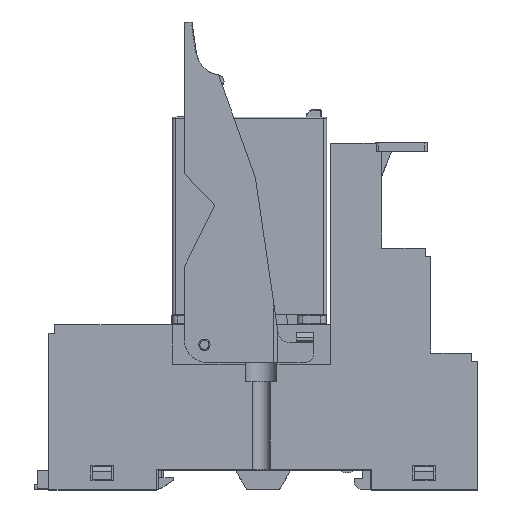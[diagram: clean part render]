
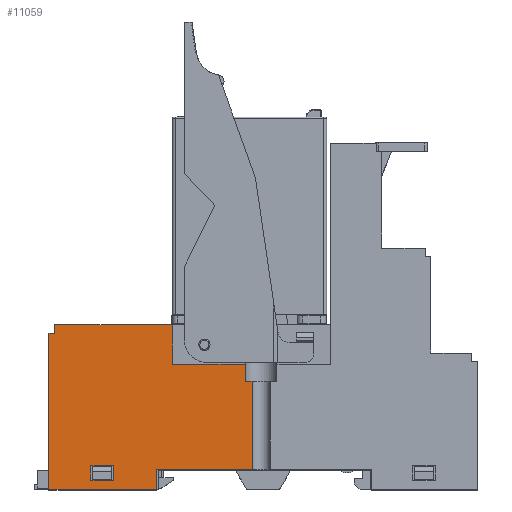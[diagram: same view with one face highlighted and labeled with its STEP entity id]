
A CAD part, top view. The second image highlights one B-rep face of the part: STEP entity #11059.
In plain terms, the highlighted planar face has unit normal (0, 0, 1).
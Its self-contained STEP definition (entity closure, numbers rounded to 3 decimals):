
#2294 = CARTESIAN_POINT ( 'NONE',  ( -62.854, 12.362, -6.518 ) ) ;
#4917 = ORIENTED_EDGE ( 'NONE', *, *, #104892, .F. ) ;
#7732 = EDGE_CURVE ( 'NONE', #225777, #185091, #124763, .T. ) ;
#7733 = LINE ( 'NONE', #29540, #162073 ) ;
#7883 = VECTOR ( 'NONE', #141331, 1000. ) ;
#11059 = ADVANCED_FACE ( 'NONE', ( #44120, #182313 ), #200713, .T. ) ;
#12800 = CARTESIAN_POINT ( 'NONE',  ( -81.854, 39.962, -6.518 ) ) ;
#13492 = VERTEX_POINT ( 'NONE', #12800 ) ;
#14758 = DIRECTION ( 'NONE',  ( 0., -1., 0. ) ) ;
#15007 = LINE ( 'NONE', #135956, #185355 ) ;
#15864 = LINE ( 'NONE', #172506, #223216 ) ;
#17589 = EDGE_CURVE ( 'NONE', #102635, #192894, #52951, .T. ) ;
#18039 = EDGE_CURVE ( 'NONE', #185091, #59085, #15864, .T. ) ;
#18116 = LINE ( 'NONE', #180408, #76327 ) ;
#18813 = CARTESIAN_POINT ( 'NONE',  ( -81.854, 12.362, -6.518 ) ) ;
#21160 = EDGE_CURVE ( 'NONE', #59085, #133998, #196581, .T. ) ;
#22643 = DIRECTION ( 'NONE',  ( 0., 1., 0. ) ) ;
#23086 = EDGE_CURVE ( 'NONE', #200658, #130293, #196441, .T. ) ;
#23187 = VECTOR ( 'NONE', #139740, 1000. ) ;
#25845 = ORIENTED_EDGE ( 'NONE', *, *, #26604, .T. ) ;
#25947 = CARTESIAN_POINT ( 'NONE',  ( -60.054, 41.462, -6.518 ) ) ;
#26604 = EDGE_CURVE ( 'NONE', #56367, #163582, #99548, .T. ) ;
#29539 = ORIENTED_EDGE ( 'NONE', *, *, #87442, .F. ) ;
#29540 = CARTESIAN_POINT ( 'NONE',  ( -60.054, 34.462, -6.518 ) ) ;
#31137 = DIRECTION ( 'NONE',  ( 1., 0., 0. ) ) ;
#31324 = ORIENTED_EDGE ( 'NONE', *, *, #21160, .F. ) ;
#32165 = ORIENTED_EDGE ( 'NONE', *, *, #55423, .F. ) ;
#33685 = DIRECTION ( 'NONE',  ( 1., 0., 0. ) ) ;
#33927 = VERTEX_POINT ( 'NONE', #226067 ) ;
#35577 = CARTESIAN_POINT ( 'NONE',  ( -80.854, 41.462, -6.518 ) ) ;
#36109 = LINE ( 'NONE', #18813, #23187 ) ;
#37181 = ORIENTED_EDGE ( 'NONE', *, *, #17589, .T. ) ;
#37263 = DIRECTION ( 'NONE',  ( -1., 0., 0. ) ) ;
#37558 = CARTESIAN_POINT ( 'NONE',  ( -62.854, 15.962, -6.518 ) ) ;
#41064 = CARTESIAN_POINT ( 'NONE',  ( -46.054, 11.462, -6.518 ) ) ;
#41561 = VERTEX_POINT ( 'NONE', #151224 ) ;
#42343 = ORIENTED_EDGE ( 'NONE', *, *, #189073, .T. ) ;
#42907 = EDGE_LOOP ( 'NONE', ( #32165, #31324, #51753, #61905 ) ) ;
#43468 = CARTESIAN_POINT ( 'NONE',  ( -80.854, 39.962, -6.518 ) ) ;
#44120 = FACE_OUTER_BOUND ( 'NONE', #225712, .T. ) ;
#45188 = CARTESIAN_POINT ( 'NONE',  ( -70.454, 16.562, -6.518 ) ) ;
#46033 = DIRECTION ( 'NONE',  ( 1., 0., 0. ) ) ;
#47885 = ORIENTED_EDGE ( 'NONE', *, *, #180298, .T. ) ;
#50262 = LINE ( 'NONE', #190765, #128836 ) ;
#50954 = CARTESIAN_POINT ( 'NONE',  ( -44.104, 12.362, -6.518 ) ) ;
#51753 = ORIENTED_EDGE ( 'NONE', *, *, #18039, .F. ) ;
#52560 = ORIENTED_EDGE ( 'NONE', *, *, #116231, .T. ) ;
#52951 = LINE ( 'NONE', #207303, #117401 ) ;
#55423 = EDGE_CURVE ( 'NONE', #133998, #225777, #18116, .T. ) ;
#56204 = EDGE_CURVE ( 'NONE', #102883, #177781, #178117, .T. ) ;
#56367 = VERTEX_POINT ( 'NONE', #78957 ) ;
#59085 = VERTEX_POINT ( 'NONE', #189229 ) ;
#61905 = ORIENTED_EDGE ( 'NONE', *, *, #7732, .F. ) ;
#63686 = VECTOR ( 'NONE', #132702, 1000. ) ;
#65951 = CARTESIAN_POINT ( 'NONE',  ( -70.454, 14.062, -6.518 ) ) ;
#66602 = DIRECTION ( 'NONE',  ( 0., -1., 0. ) ) ;
#68471 = DIRECTION ( 'NONE',  ( -1., 0., 0. ) ) ;
#76327 = VECTOR ( 'NONE', #22643, 1000. ) ;
#76503 = VECTOR ( 'NONE', #46033, 1000. ) ;
#77500 = DIRECTION ( 'NONE',  ( -1., 0., 0. ) ) ;
#78957 = CARTESIAN_POINT ( 'NONE',  ( -47.254, 31.462, -6.518 ) ) ;
#79114 = VECTOR ( 'NONE', #68471, 1000. ) ;
#82362 = LINE ( 'NONE', #152607, #79114 ) ;
#83580 = CARTESIAN_POINT ( 'NONE',  ( -47.254, 34.462, -6.518 ) ) ;
#87442 = EDGE_CURVE ( 'NONE', #41561, #163582, #7733, .T. ) ;
#88958 = ORIENTED_EDGE ( 'NONE', *, *, #23086, .F. ) ;
#89930 = ORIENTED_EDGE ( 'NONE', *, *, #56204, .T. ) ;
#97263 = CARTESIAN_POINT ( 'NONE',  ( -47.254, 31.462, -6.518 ) ) ;
#97476 = DIRECTION ( 'NONE',  ( 1., 0., 0. ) ) ;
#97618 = CARTESIAN_POINT ( 'NONE',  ( -46.054, 31.462, -6.518 ) ) ;
#99548 = LINE ( 'NONE', #97263, #109211 ) ;
#102635 = VERTEX_POINT ( 'NONE', #25947 ) ;
#102883 = VERTEX_POINT ( 'NONE', #161614 ) ;
#104892 = EDGE_CURVE ( 'NONE', #102635, #41561, #154159, .T. ) ;
#107649 = VECTOR ( 'NONE', #37263, 1000. ) ;
#109211 = VECTOR ( 'NONE', #224999, 1000. ) ;
#113248 = ORIENTED_EDGE ( 'NONE', *, *, #212164, .T. ) ;
#114342 = CARTESIAN_POINT ( 'NONE',  ( -44.104, 12.362, -6.518 ) ) ;
#115288 = VECTOR ( 'NONE', #66602, 1000. ) ;
#116231 = EDGE_CURVE ( 'NONE', #165855, #13492, #82362, .T. ) ;
#117401 = VECTOR ( 'NONE', #123184, 1000. ) ;
#123184 = DIRECTION ( 'NONE',  ( -1., 0., 0. ) ) ;
#124763 = LINE ( 'NONE', #195017, #107649 ) ;
#128836 = VECTOR ( 'NONE', #136649, 1000. ) ;
#130293 = VERTEX_POINT ( 'NONE', #2294 ) ;
#132702 = DIRECTION ( 'NONE',  ( 0., -1., 0. ) ) ;
#133998 = VERTEX_POINT ( 'NONE', #65951 ) ;
#135956 = CARTESIAN_POINT ( 'NONE',  ( -62.854, 15.962, -6.518 ) ) ;
#136649 = DIRECTION ( 'NONE',  ( 0., -1., 0. ) ) ;
#136947 = CARTESIAN_POINT ( 'NONE',  ( -42.854, 31.462, -6.518 ) ) ;
#139740 = DIRECTION ( 'NONE',  ( 0., 1., 0. ) ) ;
#141331 = DIRECTION ( 'NONE',  ( 1., 0., 0. ) ) ;
#142965 = CARTESIAN_POINT ( 'NONE',  ( -74.454, 16.562, -6.518 ) ) ;
#146551 = VECTOR ( 'NONE', #159687, 1000. ) ;
#151224 = CARTESIAN_POINT ( 'NONE',  ( -60.054, 34.462, -6.518 ) ) ;
#152607 = CARTESIAN_POINT ( 'NONE',  ( -81.854, 39.962, -6.518 ) ) ;
#154159 = LINE ( 'NONE', #175965, #115288 ) ;
#159687 = DIRECTION ( 'NONE',  ( 0., 1., 0. ) ) ;
#161614 = CARTESIAN_POINT ( 'NONE',  ( -46.054, 15.962, -6.518 ) ) ;
#162073 = VECTOR ( 'NONE', #97476, 1000. ) ;
#163582 = VERTEX_POINT ( 'NONE', #83580 ) ;
#165855 = VERTEX_POINT ( 'NONE', #43468 ) ;
#168473 = ORIENTED_EDGE ( 'NONE', *, *, #197731, .F. ) ;
#172506 = CARTESIAN_POINT ( 'NONE',  ( -74.454, 12.362, -6.518 ) ) ;
#175965 = CARTESIAN_POINT ( 'NONE',  ( -60.054, 41.462, -6.518 ) ) ;
#177781 = VERTEX_POINT ( 'NONE', #97618 ) ;
#178117 = LINE ( 'NONE', #41064, #146551 ) ;
#180298 = EDGE_CURVE ( 'NONE', #200658, #102883, #15007, .T. ) ;
#180408 = CARTESIAN_POINT ( 'NONE',  ( -70.454, 12.362, -6.518 ) ) ;
#181947 = AXIS2_PLACEMENT_3D ( 'NONE', #114342, #185704, #77500 ) ;
#182313 = FACE_BOUND ( 'NONE', #42907, .T. ) ;
#185091 = VERTEX_POINT ( 'NONE', #142965 ) ;
#185355 = VECTOR ( 'NONE', #31137, 1000. ) ;
#185704 = DIRECTION ( 'NONE',  ( 0., 0., 1. ) ) ;
#189073 = EDGE_CURVE ( 'NONE', #33927, #130293, #208706, .T. ) ;
#189229 = CARTESIAN_POINT ( 'NONE',  ( -74.454, 14.062, -6.518 ) ) ;
#190765 = CARTESIAN_POINT ( 'NONE',  ( -80.854, 41.462, -6.518 ) ) ;
#192894 = VERTEX_POINT ( 'NONE', #35577 ) ;
#193538 = VECTOR ( 'NONE', #33685, 1000. ) ;
#195017 = CARTESIAN_POINT ( 'NONE',  ( -44.104, 16.562, -6.518 ) ) ;
#196441 = LINE ( 'NONE', #37558, #63686 ) ;
#196581 = LINE ( 'NONE', #209332, #7883 ) ;
#197731 = EDGE_CURVE ( 'NONE', #33927, #13492, #36109, .T. ) ;
#200658 = VERTEX_POINT ( 'NONE', #206957 ) ;
#200713 = PLANE ( 'NONE',  #181947 ) ;
#206957 = CARTESIAN_POINT ( 'NONE',  ( -62.854, 15.962, -6.518 ) ) ;
#207303 = CARTESIAN_POINT ( 'NONE',  ( -81.854, 41.462, -6.518 ) ) ;
#208706 = LINE ( 'NONE', #50954, #193538 ) ;
#209332 = CARTESIAN_POINT ( 'NONE',  ( -44.104, 14.062, -6.518 ) ) ;
#210888 = ORIENTED_EDGE ( 'NONE', *, *, #225048, .F. ) ;
#212164 = EDGE_CURVE ( 'NONE', #192894, #165855, #50262, .T. ) ;
#221044 = LINE ( 'NONE', #136947, #76503 ) ;
#223216 = VECTOR ( 'NONE', #14758, 1000. ) ;
#224999 = DIRECTION ( 'NONE',  ( 0., 1., 0. ) ) ;
#225048 = EDGE_CURVE ( 'NONE', #56367, #177781, #221044, .T. ) ;
#225712 = EDGE_LOOP ( 'NONE', ( #88958, #47885, #89930, #210888, #25845, #29539, #4917, #37181, #113248, #52560, #168473, #42343 ) ) ;
#225777 = VERTEX_POINT ( 'NONE', #45188 ) ;
#226067 = CARTESIAN_POINT ( 'NONE',  ( -81.854, 12.362, -6.518 ) ) ;
